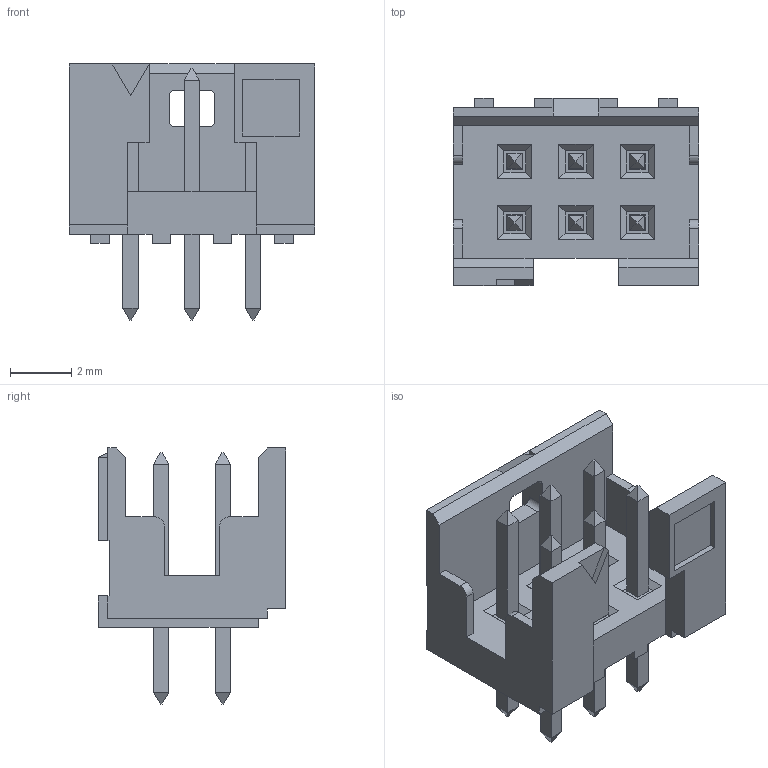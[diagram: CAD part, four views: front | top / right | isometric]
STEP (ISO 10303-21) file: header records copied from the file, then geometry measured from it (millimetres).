
FILE_DESCRIPTION(('FreeCAD Model'),'2;1');
FILE_NAME('98414-X06-06_ASM.step', '2017-01-13T15:58:57',('kicad StepUp'),('ksu MCAD'), 'Open CASCADE STEP processor 6.8','FreeCAD','Unknown');
FILE_SCHEMA(('AUTOMOTIVE_DESIGN_CC2 { 1 2 10303 214 -1 1 5 4 }'));
Length unit declared in the file: millimetre
Products named in the file (1): 98414-X06-06_ASM
Bounding box: 8 x 6.1 x 8.35 mm (x, y, z)
Volume: 110.4 mm3; surface area: 392 mm2
Topology: 1 solids, 1 shells, 284 faces, 723 edges, 447 vertices
Faces by surface type: plane 276, cylinder 8
Entity records: 8312 total; most frequent: CARTESIAN_POINT 1455, ORIENTED_EDGE 1446, DIRECTION 1309, EDGE_CURVE 723, LINE 707, VECTOR 707, VERTEX_POINT 447, FACE_BOUND 304
